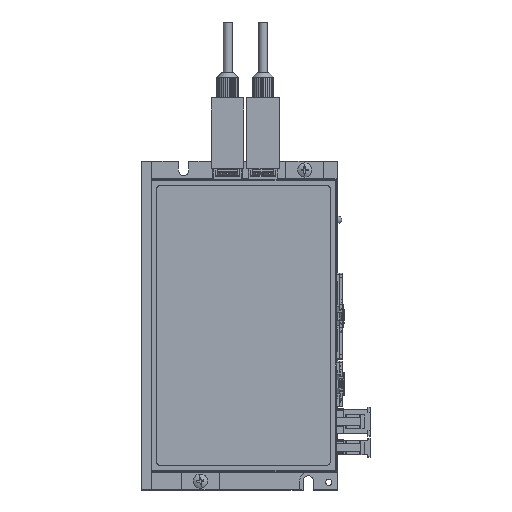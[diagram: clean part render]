
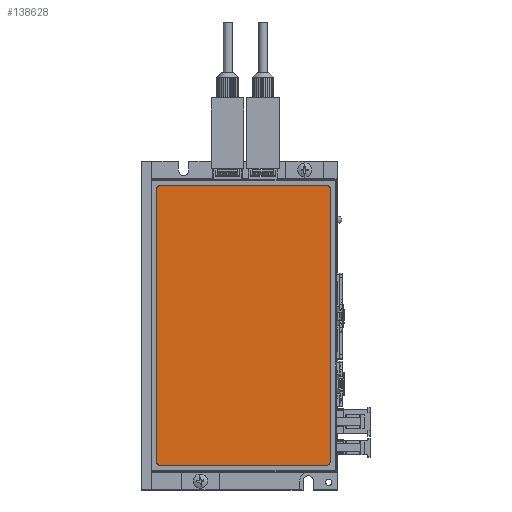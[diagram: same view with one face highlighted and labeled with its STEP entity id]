
A CAD part, top view. The second image highlights one B-rep face of the part: STEP entity #138628.
In plain terms, the highlighted planar face has unit normal (0, 0, 1).
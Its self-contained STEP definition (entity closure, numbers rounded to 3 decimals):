
#3787 = CARTESIAN_POINT ( 'NONE',  ( -56.097, 64.232, 140.19 ) ) ;
#9076 = DIRECTION ( 'NONE',  ( 1., 0., 0. ) ) ;
#10151 = FACE_OUTER_BOUND ( 'NONE', #80161, .T. ) ;
#14317 = CARTESIAN_POINT ( 'NONE',  ( 12.388, 63.232, 140.19 ) ) ;
#14843 = DIRECTION ( 'NONE',  ( 1., 0., 0. ) ) ;
#17265 = EDGE_CURVE ( 'NONE', #167796, #174615, #94748, .T. ) ;
#19019 = VECTOR ( 'NONE', #33478, 1000. ) ;
#20269 = ORIENTED_EDGE ( 'NONE', *, *, #108440, .T. ) ;
#21049 = EDGE_CURVE ( 'NONE', #82460, #153824, #34214, .T. ) ;
#22550 = AXIS2_PLACEMENT_3D ( 'NONE', #116000, #174408, #145537 ) ;
#26084 = CARTESIAN_POINT ( 'NONE',  ( -55.097, -46.182, 140.19 ) ) ;
#33165 = CIRCLE ( 'NONE', #139178, 1. ) ;
#33478 = DIRECTION ( 'NONE',  ( 0., -1., 0. ) ) ;
#34214 = LINE ( 'NONE', #134992, #107956 ) ;
#38819 = DIRECTION ( 'NONE',  ( 0., 0., 1. ) ) ;
#41897 = AXIS2_PLACEMENT_3D ( 'NONE', #127040, #38819, #141807 ) ;
#42577 = PLANE ( 'NONE',  #22550 ) ;
#57273 = EDGE_CURVE ( 'NONE', #178854, #82460, #33165, .T. ) ;
#58138 = LINE ( 'NONE', #3787, #19019 ) ;
#62238 = DIRECTION ( 'NONE',  ( 0., 1., 0. ) ) ;
#64688 = LINE ( 'NONE', #185634, #99221 ) ;
#67175 = AXIS2_PLACEMENT_3D ( 'NONE', #185326, #97384, #9076 ) ;
#69366 = CARTESIAN_POINT ( 'NONE',  ( -56.097, -45.182, 140.19 ) ) ;
#76250 = EDGE_CURVE ( 'NONE', #174615, #174288, #58138, .T. ) ;
#80161 = EDGE_LOOP ( 'NONE', ( #124799, #20269, #153078, #98472, #125778, #185214, #117756, #126836 ) ) ;
#82460 = VERTEX_POINT ( 'NONE', #126663 ) ;
#82476 = EDGE_CURVE ( 'NONE', #148881, #178854, #64688, .T. ) ;
#84326 = CARTESIAN_POINT ( 'NONE',  ( 11.388, 64.232, 140.19 ) ) ;
#86664 = EDGE_CURVE ( 'NONE', #153824, #160648, #114909, .T. ) ;
#87601 = CARTESIAN_POINT ( 'NONE',  ( 11.388, -45.182, 140.19 ) ) ;
#90748 = AXIS2_PLACEMENT_3D ( 'NONE', #191004, #103043, #14843 ) ;
#93199 = LINE ( 'NONE', #158391, #127738 ) ;
#94748 = CIRCLE ( 'NONE', #41897, 1. ) ;
#97384 = DIRECTION ( 'NONE',  ( 0., 0., 1. ) ) ;
#98472 = ORIENTED_EDGE ( 'NONE', *, *, #57273, .T. ) ;
#99221 = VECTOR ( 'NONE', #156169, 1000. ) ;
#102414 = DIRECTION ( 'NONE',  ( 1., 0., 0. ) ) ;
#103043 = DIRECTION ( 'NONE',  ( 0., 0., 1. ) ) ;
#107956 = VECTOR ( 'NONE', #62238, 1000. ) ;
#108440 = EDGE_CURVE ( 'NONE', #174288, #148881, #138288, .T. ) ;
#114909 = CIRCLE ( 'NONE', #67175, 1. ) ;
#116000 = CARTESIAN_POINT ( 'NONE',  ( -61.933, 14.095, 140.19 ) ) ;
#117756 = ORIENTED_EDGE ( 'NONE', *, *, #161935, .T. ) ;
#124799 = ORIENTED_EDGE ( 'NONE', *, *, #76250, .T. ) ;
#125778 = ORIENTED_EDGE ( 'NONE', *, *, #21049, .T. ) ;
#126663 = CARTESIAN_POINT ( 'NONE',  ( 12.388, -45.182, 140.19 ) ) ;
#126836 = ORIENTED_EDGE ( 'NONE', *, *, #17265, .T. ) ;
#127040 = CARTESIAN_POINT ( 'NONE',  ( -55.097, 63.232, 140.19 ) ) ;
#127738 = VECTOR ( 'NONE', #173166, 1000. ) ;
#134992 = CARTESIAN_POINT ( 'NONE',  ( 12.388, -46.182, 140.19 ) ) ;
#138288 = CIRCLE ( 'NONE', #90748, 1. ) ;
#138628 = ADVANCED_FACE ( 'NONE', ( #10151 ), #42577, .T. ) ;
#139178 = AXIS2_PLACEMENT_3D ( 'NONE', #87601, #190356, #102414 ) ;
#141807 = DIRECTION ( 'NONE',  ( 1., 0., 0. ) ) ;
#145537 = DIRECTION ( 'NONE',  ( 1., 0., 0. ) ) ;
#148881 = VERTEX_POINT ( 'NONE', #26084 ) ;
#153078 = ORIENTED_EDGE ( 'NONE', *, *, #82476, .T. ) ;
#153824 = VERTEX_POINT ( 'NONE', #14317 ) ;
#154155 = CARTESIAN_POINT ( 'NONE',  ( -55.097, 64.232, 140.19 ) ) ;
#155270 = CARTESIAN_POINT ( 'NONE',  ( -56.097, 63.232, 140.19 ) ) ;
#156169 = DIRECTION ( 'NONE',  ( 1., 0., 0. ) ) ;
#158391 = CARTESIAN_POINT ( 'NONE',  ( 12.388, 64.232, 140.19 ) ) ;
#160648 = VERTEX_POINT ( 'NONE', #84326 ) ;
#161935 = EDGE_CURVE ( 'NONE', #160648, #167796, #93199, .T. ) ;
#167796 = VERTEX_POINT ( 'NONE', #154155 ) ;
#170289 = CARTESIAN_POINT ( 'NONE',  ( 11.388, -46.182, 140.19 ) ) ;
#173166 = DIRECTION ( 'NONE',  ( -1., 0., 0. ) ) ;
#174288 = VERTEX_POINT ( 'NONE', #69366 ) ;
#174408 = DIRECTION ( 'NONE',  ( 0., 0., 1. ) ) ;
#174615 = VERTEX_POINT ( 'NONE', #155270 ) ;
#178854 = VERTEX_POINT ( 'NONE', #170289 ) ;
#185214 = ORIENTED_EDGE ( 'NONE', *, *, #86664, .T. ) ;
#185326 = CARTESIAN_POINT ( 'NONE',  ( 11.388, 63.232, 140.19 ) ) ;
#185634 = CARTESIAN_POINT ( 'NONE',  ( -56.097, -46.182, 140.19 ) ) ;
#190356 = DIRECTION ( 'NONE',  ( 0., 0., 1. ) ) ;
#191004 = CARTESIAN_POINT ( 'NONE',  ( -55.097, -45.182, 140.19 ) ) ;
